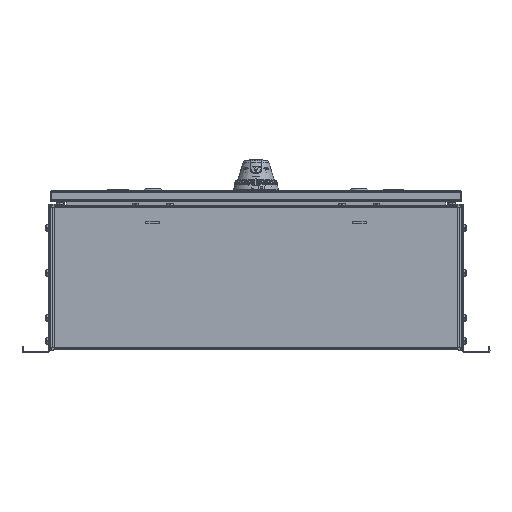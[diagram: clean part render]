
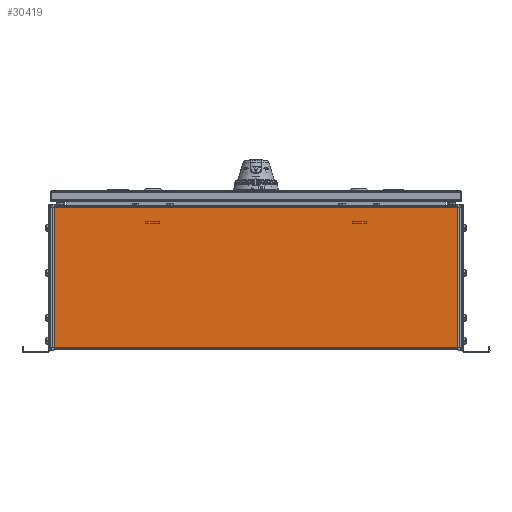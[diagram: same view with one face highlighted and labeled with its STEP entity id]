
A CAD part, left-side view. The second image highlights one B-rep face of the part: STEP entity #30419.
In plain terms, the highlighted planar face has unit normal (-1, 0, 0).
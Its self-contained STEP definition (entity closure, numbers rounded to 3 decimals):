
#711=DIRECTION('',(0.,1.,0.));
#712=VECTOR('',#711,592.);
#713=CARTESIAN_POINT('',(-600.,-496.,101.521));
#714=LINE('',#713,#712);
#718=DIRECTION('',(0.,0.,1.));
#719=VECTOR('',#718,203.521);
#720=CARTESIAN_POINT('',(-600.,-496.,
-102.));
#721=LINE('',#720,#719);
#725=DIRECTION('',(0.,-1.,0.));
#726=VECTOR('',#725,592.);
#727=CARTESIAN_POINT('',(-600.,96.,-102.));
#728=LINE('',#727,#726);
#732=DIRECTION('',(0.,0.,-1.));
#733=VECTOR('',#732,203.521);
#734=CARTESIAN_POINT('',(-600.,96.,101.521));
#735=LINE('',#734,#733);
#1037=CARTESIAN_POINT('',(-600.,-496.,
101.521));
#27577=CARTESIAN_POINT('',(-600.,-496.,
-102.));
#27579=VERTEX_POINT('',#27577);
#27674=CARTESIAN_POINT('',(-600.,96.,
101.521));
#27676=VERTEX_POINT('',#27674);
#27790=VERTEX_POINT('',#1037);
#27819=CARTESIAN_POINT('',(-600.,96.,
-102.));
#27820=VERTEX_POINT('',#27819);
#30405=CARTESIAN_POINT('',(-600.,-200.,-0.24));
#30406=DIRECTION('',(1.,0.,0.));
#30407=DIRECTION('',(0.,-1.,0.));
#30408=AXIS2_PLACEMENT_3D('',#30405,#30406,#30407);
#30409=PLANE('',#30408);
#30411=ORIENTED_EDGE('',*,*,#30410,.F.);
#30413=ORIENTED_EDGE('',*,*,#30412,.F.);
#30415=ORIENTED_EDGE('',*,*,#30414,.F.);
#30416=ORIENTED_EDGE('',*,*,#30383,.F.);
#30417=EDGE_LOOP('',(#30411,#30413,#30415,#30416));
#30418=FACE_OUTER_BOUND('',#30417,.F.);
#30419=ADVANCED_FACE('',(#30418),#30409,.F.);
#30383=EDGE_CURVE('',#27676,#27820,#735,.T.);
#30410=EDGE_CURVE('',#27790,#27676,#714,.T.);
#30412=EDGE_CURVE('',#27579,#27790,#721,.T.);
#30414=EDGE_CURVE('',#27820,#27579,#728,.T.);
